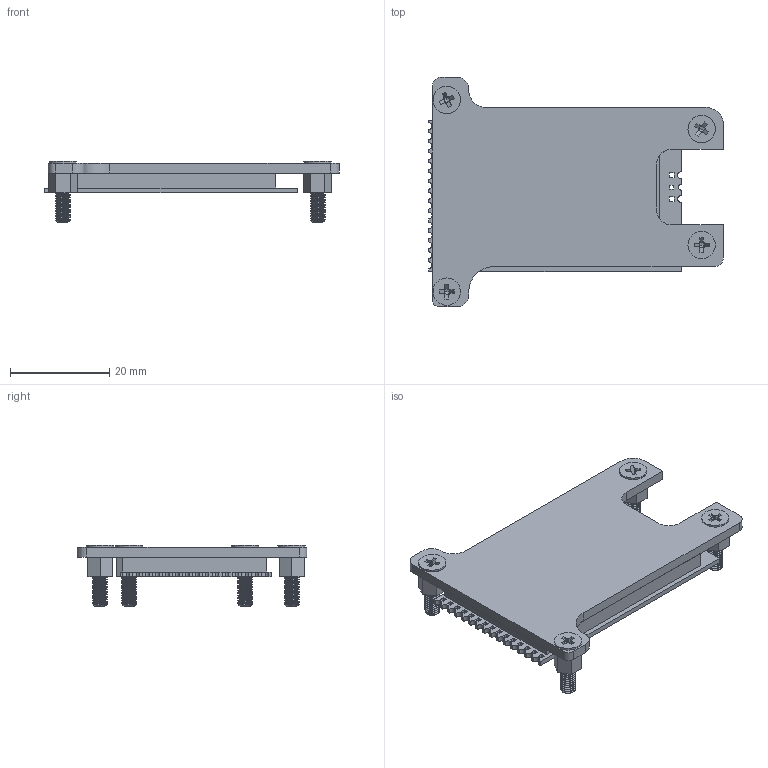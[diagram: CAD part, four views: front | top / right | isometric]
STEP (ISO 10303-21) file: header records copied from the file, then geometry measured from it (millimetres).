
FILE_DESCRIPTION (( 'STEP AP214' ), '1' );
FILE_NAME ('Placa_completa.STEP', '2023-03-29T18:29:42', ( '' ), ( '' ), 'SwSTEP 2.0', 'SolidWorks 2022', '' );
FILE_SCHEMA (( 'AUTOMOTIVE_DESIGN' ));
Length unit declared in the file: millimetre
Products named in the file (4): espaçador m3x8mm; Placa_completa; countersunk flat head cross recess screw_din_DIN EN ISO 7046-1 - M3 x 4 - Z - 4N; placa_antena
Assembly tree (9 placements, depth 2):
  Placa_completa
    placa_antena
    espaçador m3x8mm  x4
    countersunk flat head cross recess screw_din_DIN EN ISO 7046-1 - M3 x 4 - Z - 4N  x4
Bounding box: 59.34 x 46.24 x 12.4 mm (x, y, z)
Volume: 9355.1 mm3; surface area: 9045 mm2
Topology: 14 solids, 14 shells, 498 faces, 1307 edges, 834 vertices
Faces by surface type: plane 243, cylinder 167, cone 68, bspline 12, torus 8
Entity records: 10814 total; most frequent: CARTESIAN_POINT 3838, ORIENTED_EDGE 1398, DIRECTION 1310, EDGE_CURVE 699, LINE 478, VECTOR 478, VERTEX_POINT 456, AXIS2_PLACEMENT_3D 416
